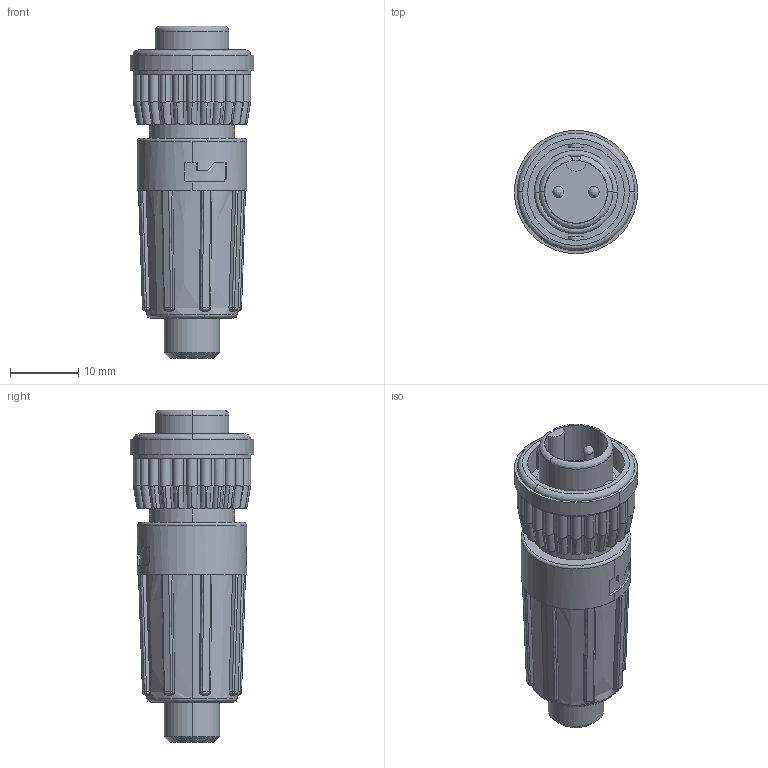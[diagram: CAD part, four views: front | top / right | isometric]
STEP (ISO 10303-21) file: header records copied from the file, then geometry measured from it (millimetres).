
FILE_DESCRIPTION (( 'STEP AP203' ), '1' );
FILE_NAME ('6382-2PG-522.STEP', '2015-11-13T14:10:35', ( '' ), ( '' ), 'SwSTEP 2.0', 'SolidWorks 2014', '' );
FILE_SCHEMA (( 'CONFIG_CONTROL_DESIGN' ));
Length unit declared in the file: inch
Products named in the file (1): 6382-2PG-522
Bounding box: 18.03 x 18.03 x 48.51 mm (x, y, z)
Volume: 6394.4 mm3; surface area: 4022.1 mm2
Topology: 1 solids, 1 shells, 400 faces, 1094 edges, 687 vertices
Faces by surface type: cylinder 198, bspline 104, plane 92, cone 6
Entity records: 18893 total; most frequent: CARTESIAN_POINT 10295, ORIENTED_EDGE 2148, DIRECTION 1388, EDGE_CURVE 1074, VERTEX_POINT 687, AXIS2_PLACEMENT_3D 537, EDGE_LOOP 411, ADVANCED_FACE 400
